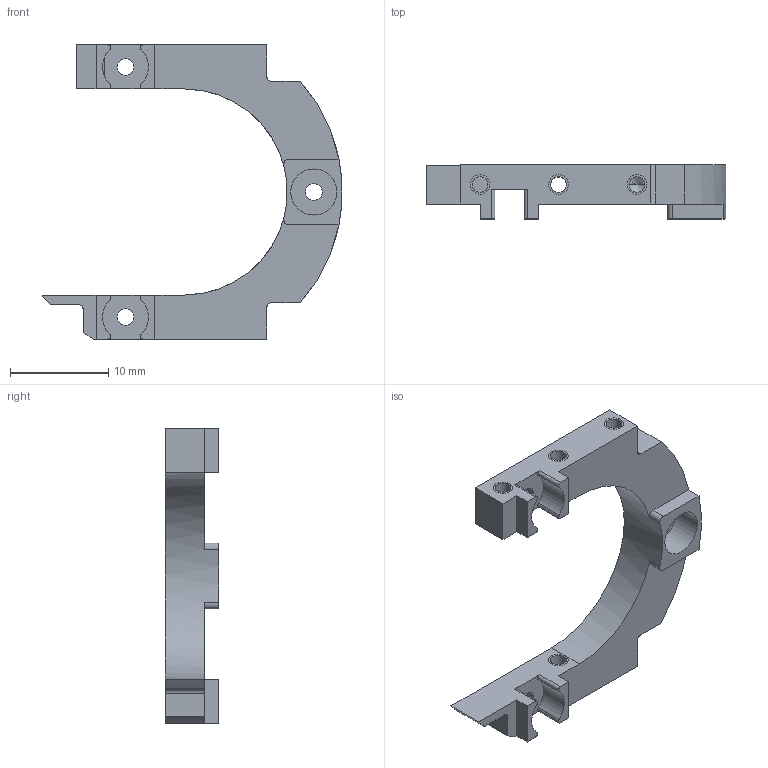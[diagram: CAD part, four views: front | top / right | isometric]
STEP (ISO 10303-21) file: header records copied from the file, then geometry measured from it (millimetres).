
FILE_DESCRIPTION((''),'2;1');
FILE_NAME('ICUB3_020_P_104','2021-09-07T17:14:35',('silo-mech'),(''),'CREO PARAMETRIC BY PTC INC, 2020454','CREO PARAMETRIC BY PTC INC, 2020454','');
FILE_SCHEMA(('CONFIG_CONTROL_DESIGN'));
Length unit declared in the file: millimetre
Products named in the file (1): ICUB3_020_P_104
Bounding box: 30.56 x 5.5 x 30 mm (x, y, z)
Volume: 1175 mm3; surface area: 1650.1 mm2
Topology: 1 solids, 5 shells, 87 faces, 242 edges, 161 vertices
Faces by surface type: cylinder 51, plane 34, cone 2
Entity records: 2891 total; most frequent: DIRECTION 523, CARTESIAN_POINT 497, ORIENTED_EDGE 462, EDGE_CURVE 240, AXIS2_PLACEMENT_3D 196, VERTEX_POINT 161, VECTOR 131, LINE 131
